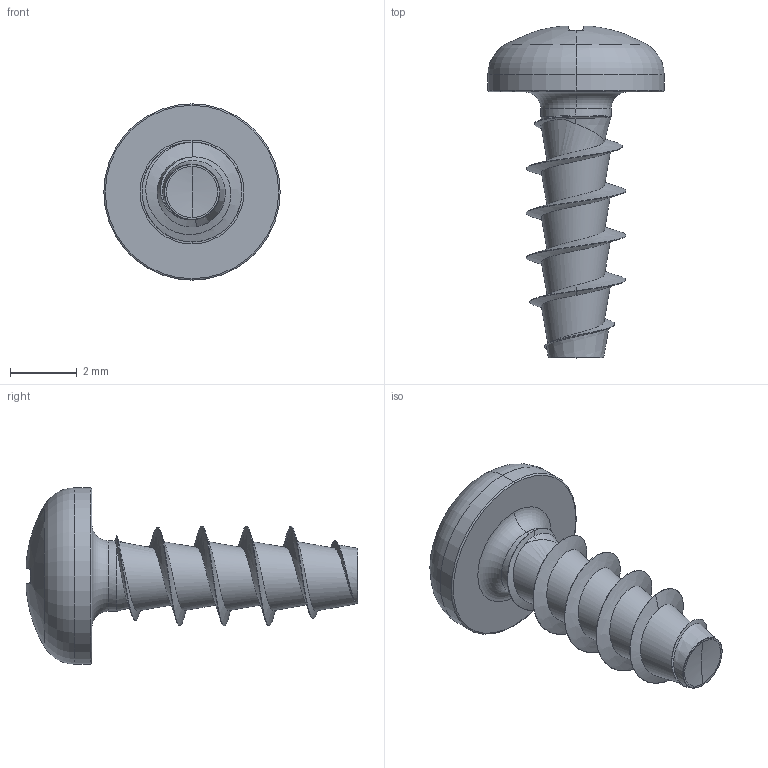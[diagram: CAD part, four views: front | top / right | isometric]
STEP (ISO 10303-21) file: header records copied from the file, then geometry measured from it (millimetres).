
FILE_DESCRIPTION (( 'STEP AP203' ), '1' );
FILE_NAME ('STP32A0300080.STEP', '2017-11-16T19:35:43', ( '' ), ( '' ), 'SwSTEP 2.0', 'SolidWorks 2015', '' );
FILE_SCHEMA (( 'CONFIG_CONTROL_DESIGN' ));
Length unit declared in the file: millimetre
Products named in the file (1): STP32A0300080
Bounding box: 5.3 x 9.98 x 5.3 mm (x, y, z)
Volume: 57.6 mm3; surface area: 146.6 mm2
Topology: 1 solids, 1 shells, 160 faces, 354 edges, 196 vertices
Faces by surface type: bspline 48, torus 28, sphere 28, cylinder 25, plane 22, cone 9
Entity records: 10440 total; most frequent: CARTESIAN_POINT 7142, ORIENTED_EDGE 704, DIRECTION 654, EDGE_CURVE 352, AXIS2_PLACEMENT_3D 298, VERTEX_POINT 196, CIRCLE 185, EDGE_LOOP 162
